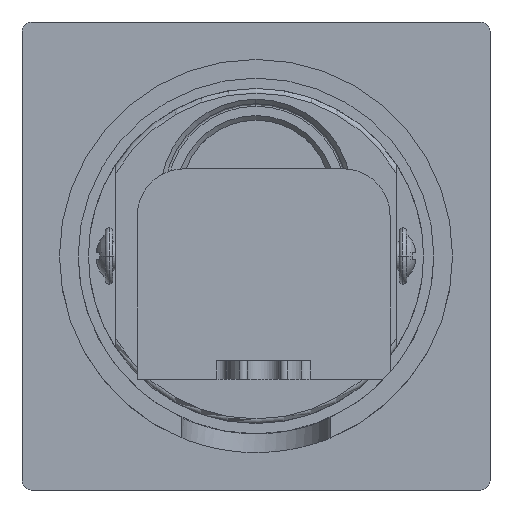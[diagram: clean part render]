
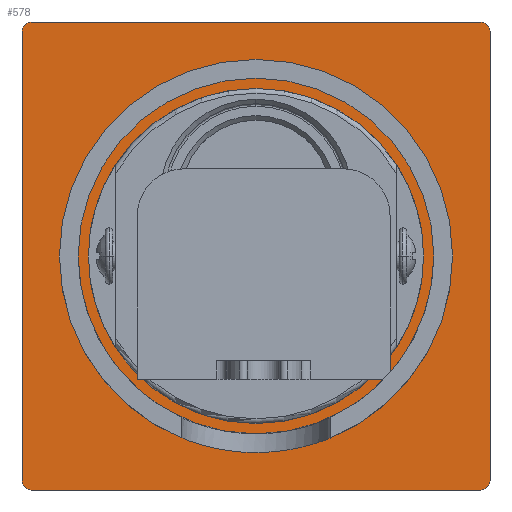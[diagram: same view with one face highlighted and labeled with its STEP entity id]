
A CAD part, front view. The second image highlights one B-rep face of the part: STEP entity #578.
In plain terms, the highlighted planar face has unit normal (0, -1, 0).
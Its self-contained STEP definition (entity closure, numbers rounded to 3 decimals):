
#358=CARTESIAN_POINT('Line Origine',(0.,-2.6,25.)) ;
#362=CARTESIAN_POINT('Vertex',(-24.,-2.6,25.)) ;
#364=CARTESIAN_POINT('Vertex',(24.,-2.6,25.)) ;
#389=CARTESIAN_POINT('Axis2P3D Location',(24.,-2.6,24.)) ;
#393=CARTESIAN_POINT('Vertex',(25.,-2.6,24.)) ;
#413=CARTESIAN_POINT('Line Origine',(25.,-2.6,0.)) ;
#417=CARTESIAN_POINT('Vertex',(25.,-2.6,-24.)) ;
#437=CARTESIAN_POINT('Axis2P3D Location',(24.,-2.6,-24.)) ;
#441=CARTESIAN_POINT('Vertex',(24.,-2.6,-25.)) ;
#461=CARTESIAN_POINT('Line Origine',(0.,-2.6,-25.)) ;
#465=CARTESIAN_POINT('Vertex',(-24.,-2.6,-25.)) ;
#485=CARTESIAN_POINT('Axis2P3D Location',(-24.,-2.6,24.)) ;
#489=CARTESIAN_POINT('Vertex',(-25.,-2.6,24.)) ;
#509=CARTESIAN_POINT('Axis2P3D Location',(-24.,-2.6,-24.)) ;
#513=CARTESIAN_POINT('Vertex',(-25.,-2.6,-24.)) ;
#533=CARTESIAN_POINT('Line Origine',(-25.,-2.6,0.)) ;
#545=CARTESIAN_POINT('Axis2P3D Location',(0.,-2.6,0.)) ;
#560=CARTESIAN_POINT('Axis2P3D Location',(0.,-2.6,0.)) ;
#564=CARTESIAN_POINT('Vertex',(-17.9,-2.6,0.)) ;
#566=CARTESIAN_POINT('Vertex',(17.9,-2.6,0.)) ;
#569=CARTESIAN_POINT('Axis2P3D Location',(0.,-2.6,0.)) ;
#360=VECTOR('Line Direction',#359,1.) ;
#415=VECTOR('Line Direction',#414,1.) ;
#463=VECTOR('Line Direction',#462,1.) ;
#535=VECTOR('Line Direction',#534,1.) ;
#359=DIRECTION('Vector Direction',(-1.,0.,0.)) ;
#390=DIRECTION('Axis2P3D Direction',(0.,-1.,0.)) ;
#414=DIRECTION('Vector Direction',(0.,0.,1.)) ;
#438=DIRECTION('Axis2P3D Direction',(0.,-1.,0.)) ;
#462=DIRECTION('Vector Direction',(1.,0.,0.)) ;
#486=DIRECTION('Axis2P3D Direction',(0.,-1.,0.)) ;
#510=DIRECTION('Axis2P3D Direction',(0.,-1.,0.)) ;
#534=DIRECTION('Vector Direction',(0.,0.,-1.)) ;
#546=DIRECTION('Axis2P3D Direction',(0.,1.,-0.)) ;
#547=DIRECTION('Axis2P3D XDirection',(-1.,0.,0.)) ;
#561=DIRECTION('Axis2P3D Direction',(0.,1.,-0.)) ;
#570=DIRECTION('Axis2P3D Direction',(0.,1.,-0.)) ;
#391=AXIS2_PLACEMENT_3D('Circle Axis2P3D',#389,#390,$) ;
#439=AXIS2_PLACEMENT_3D('Circle Axis2P3D',#437,#438,$) ;
#487=AXIS2_PLACEMENT_3D('Circle Axis2P3D',#485,#486,$) ;
#511=AXIS2_PLACEMENT_3D('Circle Axis2P3D',#509,#510,$) ;
#548=AXIS2_PLACEMENT_3D('Plane Axis2P3D',#545,#546,#547) ;
#562=AXIS2_PLACEMENT_3D('Circle Axis2P3D',#560,#561,$) ;
#571=AXIS2_PLACEMENT_3D('Circle Axis2P3D',#569,#570,$) ;
#361=LINE('Line',#358,#360) ;
#416=LINE('Line',#413,#415) ;
#464=LINE('Line',#461,#463) ;
#536=LINE('Line',#533,#535) ;
#392=CIRCLE('generated circle',#391,1.) ;
#440=CIRCLE('generated circle',#439,1.) ;
#488=CIRCLE('generated circle',#487,1.) ;
#512=CIRCLE('generated circle',#511,1.) ;
#563=CIRCLE('generated circle',#562,17.9) ;
#572=CIRCLE('generated circle',#571,17.9) ;
#549=PLANE('',#548) ;
#577=FACE_BOUND('',#574,.T.) ;
#366=EDGE_CURVE('',#363,#365,#361,.F.) ;
#395=EDGE_CURVE('',#365,#394,#392,.F.) ;
#419=EDGE_CURVE('',#394,#418,#416,.F.) ;
#443=EDGE_CURVE('',#418,#442,#440,.F.) ;
#467=EDGE_CURVE('',#442,#466,#464,.F.) ;
#491=EDGE_CURVE('',#490,#363,#488,.F.) ;
#515=EDGE_CURVE('',#466,#514,#512,.F.) ;
#537=EDGE_CURVE('',#514,#490,#536,.F.) ;
#568=EDGE_CURVE('',#565,#567,#563,.F.) ;
#573=EDGE_CURVE('',#567,#565,#572,.F.) ;
#550=EDGE_LOOP('',(#551,#552,#553,#554,#555,#556,#557,#558)) ;
#574=EDGE_LOOP('',(#575,#576)) ;
#551=ORIENTED_EDGE('',*,*,#443,.F.) ;
#552=ORIENTED_EDGE('',*,*,#419,.F.) ;
#553=ORIENTED_EDGE('',*,*,#395,.F.) ;
#554=ORIENTED_EDGE('',*,*,#366,.F.) ;
#555=ORIENTED_EDGE('',*,*,#491,.F.) ;
#556=ORIENTED_EDGE('',*,*,#537,.F.) ;
#557=ORIENTED_EDGE('',*,*,#515,.F.) ;
#558=ORIENTED_EDGE('',*,*,#467,.F.) ;
#575=ORIENTED_EDGE('',*,*,#568,.F.) ;
#576=ORIENTED_EDGE('',*,*,#573,.F.) ;
#363=VERTEX_POINT('',#362) ;
#365=VERTEX_POINT('',#364) ;
#394=VERTEX_POINT('',#393) ;
#418=VERTEX_POINT('',#417) ;
#442=VERTEX_POINT('',#441) ;
#466=VERTEX_POINT('',#465) ;
#490=VERTEX_POINT('',#489) ;
#514=VERTEX_POINT('',#513) ;
#565=VERTEX_POINT('',#564) ;
#567=VERTEX_POINT('',#566) ;
#578=ADVANCED_FACE('\X2\96F64EF651E04F554F53\X0\',(#559,#577),#549,.F.) ;
#559=FACE_OUTER_BOUND('',#550,.T.) ;
